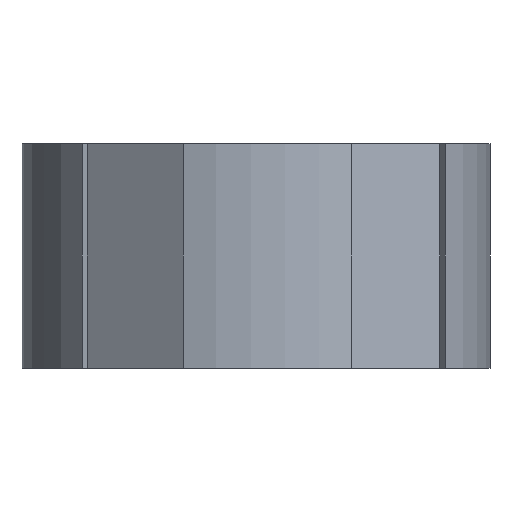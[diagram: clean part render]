
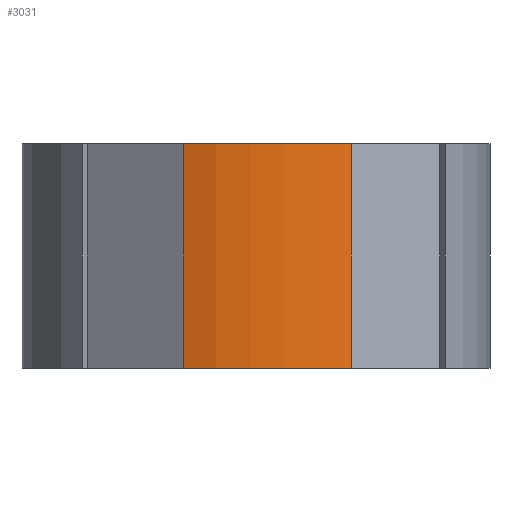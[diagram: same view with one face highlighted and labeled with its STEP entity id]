
A CAD part, left-side view. The second image highlights one B-rep face of the part: STEP entity #3031.
In plain terms, the highlighted cylindrical face has radius 28 mm (diameter 56 mm), a partial arc.
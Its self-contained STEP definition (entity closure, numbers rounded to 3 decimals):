
#72 = PLANE('',#73);
#73 = AXIS2_PLACEMENT_3D('',#74,#75,#76);
#74 = CARTESIAN_POINT('',(0.,0.,26.8));
#75 = DIRECTION('',(0.,0.,1.));
#76 = DIRECTION('',(1.,0.,0.));
#126 = PLANE('',#127);
#127 = AXIS2_PLACEMENT_3D('',#128,#129,#130);
#128 = CARTESIAN_POINT('',(0.,0.,0.));
#129 = DIRECTION('',(0.,0.,1.));
#130 = DIRECTION('',(1.,0.,0.));
#2749 = PLANE('',#2750);
#2750 = AXIS2_PLACEMENT_3D('',#2751,#2752,#2753);
#2751 = CARTESIAN_POINT('',(-25.573,-11.403,0.));
#2752 = DIRECTION('',(-0.588,0.809,0.));
#2753 = DIRECTION('',(0.809,0.588,0.));
#2883 = EDGE_CURVE('',#2884,#2886,#2888,.T.);
#2884 = VERTEX_POINT('',#2885);
#2885 = CARTESIAN_POINT('',(-25.573,-11.403,0.));
#2886 = VERTEX_POINT('',#2887);
#2887 = CARTESIAN_POINT('',(-25.573,-11.403,26.8));
#2888 = SURFACE_CURVE('',#2889,(#2893,#2900),.PCURVE_S1.);
#2889 = LINE('',#2890,#2891);
#2890 = CARTESIAN_POINT('',(-25.573,-11.403,0.));
#2891 = VECTOR('',#2892,1.);
#2892 = DIRECTION('',(0.,0.,1.));
#2893 = PCURVE('',#2749,#2894);
#2894 = DEFINITIONAL_REPRESENTATION('',(#2895),#2899);
#2895 = LINE('',#2896,#2897);
#2896 = CARTESIAN_POINT('',(0.,0.));
#2897 = VECTOR('',#2898,1.);
#2898 = DIRECTION('',(0.,-1.));
#2899 = ( GEOMETRIC_REPRESENTATION_CONTEXT(2) 
PARAMETRIC_REPRESENTATION_CONTEXT() REPRESENTATION_CONTEXT('2D SPACE',''
  ) );
#2900 = PCURVE('',#2901,#2906);
#2901 = CYLINDRICAL_SURFACE('',#2902,28.);
#2902 = AXIS2_PLACEMENT_3D('',#2903,#2904,#2905);
#2903 = CARTESIAN_POINT('',(0.,0.,0.));
#2904 = DIRECTION('',(-0.,-0.,-1.));
#2905 = DIRECTION('',(1.,0.,0.));
#2906 = DEFINITIONAL_REPRESENTATION('',(#2907),#2911);
#2907 = LINE('',#2908,#2909);
#2908 = CARTESIAN_POINT('',(-3.561,0.));
#2909 = VECTOR('',#2910,1.);
#2910 = DIRECTION('',(-0.,-1.));
#2911 = ( GEOMETRIC_REPRESENTATION_CONTEXT(2) 
PARAMETRIC_REPRESENTATION_CONTEXT() REPRESENTATION_CONTEXT('2D SPACE',''
  ) );
#3031 = ADVANCED_FACE('',(#3032),#2901,.T.);
#3032 = FACE_BOUND('',#3033,.F.);
#3033 = EDGE_LOOP('',(#3034,#3064,#3086,#3087));
#3034 = ORIENTED_EDGE('',*,*,#3035,.T.);
#3035 = EDGE_CURVE('',#3036,#3038,#3040,.T.);
#3036 = VERTEX_POINT('',#3037);
#3037 = CARTESIAN_POINT('',(-26.601,8.74,0.));
#3038 = VERTEX_POINT('',#3039);
#3039 = CARTESIAN_POINT('',(-26.601,8.74,26.8));
#3040 = SURFACE_CURVE('',#3041,(#3045,#3052),.PCURVE_S1.);
#3041 = LINE('',#3042,#3043);
#3042 = CARTESIAN_POINT('',(-26.601,8.74,0.));
#3043 = VECTOR('',#3044,1.);
#3044 = DIRECTION('',(0.,0.,1.));
#3045 = PCURVE('',#2901,#3046);
#3046 = DEFINITIONAL_REPRESENTATION('',(#3047),#3051);
#3047 = LINE('',#3048,#3049);
#3048 = CARTESIAN_POINT('',(-2.824,0.));
#3049 = VECTOR('',#3050,1.);
#3050 = DIRECTION('',(-0.,-1.));
#3051 = ( GEOMETRIC_REPRESENTATION_CONTEXT(2) 
PARAMETRIC_REPRESENTATION_CONTEXT() REPRESENTATION_CONTEXT('2D SPACE',''
  ) );
#3052 = PCURVE('',#3053,#3058);
#3053 = PLANE('',#3054);
#3054 = AXIS2_PLACEMENT_3D('',#3055,#3056,#3057);
#3055 = CARTESIAN_POINT('',(-25.75,8.121,0.));
#3056 = DIRECTION('',(-0.588,-0.809,0.));
#3057 = DIRECTION('',(-0.809,0.588,0.));
#3058 = DEFINITIONAL_REPRESENTATION('',(#3059),#3063);
#3059 = LINE('',#3060,#3061);
#3060 = CARTESIAN_POINT('',(1.052,0.));
#3061 = VECTOR('',#3062,1.);
#3062 = DIRECTION('',(0.,-1.));
#3063 = ( GEOMETRIC_REPRESENTATION_CONTEXT(2) 
PARAMETRIC_REPRESENTATION_CONTEXT() REPRESENTATION_CONTEXT('2D SPACE',''
  ) );
#3064 = ORIENTED_EDGE('',*,*,#3065,.T.);
#3065 = EDGE_CURVE('',#3038,#2886,#3066,.T.);
#3066 = SURFACE_CURVE('',#3067,(#3072,#3079),.PCURVE_S1.);
#3067 = CIRCLE('',#3068,28.);
#3068 = AXIS2_PLACEMENT_3D('',#3069,#3070,#3071);
#3069 = CARTESIAN_POINT('',(0.,0.,26.8));
#3070 = DIRECTION('',(0.,0.,1.));
#3071 = DIRECTION('',(1.,0.,0.));
#3072 = PCURVE('',#2901,#3073);
#3073 = DEFINITIONAL_REPRESENTATION('',(#3074),#3078);
#3074 = LINE('',#3075,#3076);
#3075 = CARTESIAN_POINT('',(-0.,-26.8));
#3076 = VECTOR('',#3077,1.);
#3077 = DIRECTION('',(-1.,0.));
#3078 = ( GEOMETRIC_REPRESENTATION_CONTEXT(2) 
PARAMETRIC_REPRESENTATION_CONTEXT() REPRESENTATION_CONTEXT('2D SPACE',''
  ) );
#3079 = PCURVE('',#72,#3080);
#3080 = DEFINITIONAL_REPRESENTATION('',(#3081),#3085);
#3081 = CIRCLE('',#3082,28.);
#3082 = AXIS2_PLACEMENT_2D('',#3083,#3084);
#3083 = CARTESIAN_POINT('',(0.,0.));
#3084 = DIRECTION('',(1.,0.));
#3085 = ( GEOMETRIC_REPRESENTATION_CONTEXT(2) 
PARAMETRIC_REPRESENTATION_CONTEXT() REPRESENTATION_CONTEXT('2D SPACE',''
  ) );
#3086 = ORIENTED_EDGE('',*,*,#2883,.F.);
#3087 = ORIENTED_EDGE('',*,*,#3088,.F.);
#3088 = EDGE_CURVE('',#3036,#2884,#3089,.T.);
#3089 = SURFACE_CURVE('',#3090,(#3095,#3102),.PCURVE_S1.);
#3090 = CIRCLE('',#3091,28.);
#3091 = AXIS2_PLACEMENT_3D('',#3092,#3093,#3094);
#3092 = CARTESIAN_POINT('',(0.,0.,0.));
#3093 = DIRECTION('',(0.,0.,1.));
#3094 = DIRECTION('',(1.,0.,0.));
#3095 = PCURVE('',#2901,#3096);
#3096 = DEFINITIONAL_REPRESENTATION('',(#3097),#3101);
#3097 = LINE('',#3098,#3099);
#3098 = CARTESIAN_POINT('',(-0.,0.));
#3099 = VECTOR('',#3100,1.);
#3100 = DIRECTION('',(-1.,0.));
#3101 = ( GEOMETRIC_REPRESENTATION_CONTEXT(2) 
PARAMETRIC_REPRESENTATION_CONTEXT() REPRESENTATION_CONTEXT('2D SPACE',''
  ) );
#3102 = PCURVE('',#126,#3103);
#3103 = DEFINITIONAL_REPRESENTATION('',(#3104),#3108);
#3104 = CIRCLE('',#3105,28.);
#3105 = AXIS2_PLACEMENT_2D('',#3106,#3107);
#3106 = CARTESIAN_POINT('',(0.,0.));
#3107 = DIRECTION('',(1.,0.));
#3108 = ( GEOMETRIC_REPRESENTATION_CONTEXT(2) 
PARAMETRIC_REPRESENTATION_CONTEXT() REPRESENTATION_CONTEXT('2D SPACE',''
  ) );
